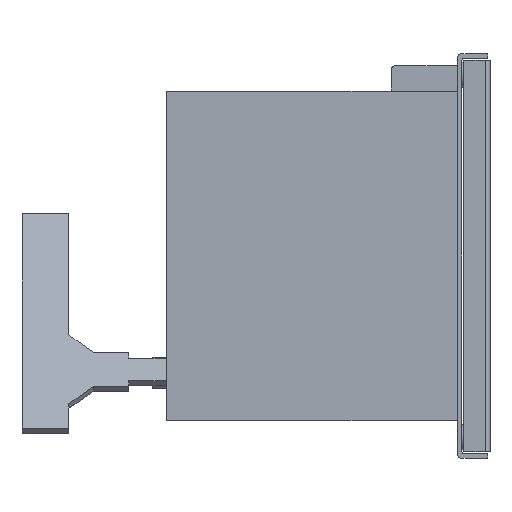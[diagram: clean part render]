
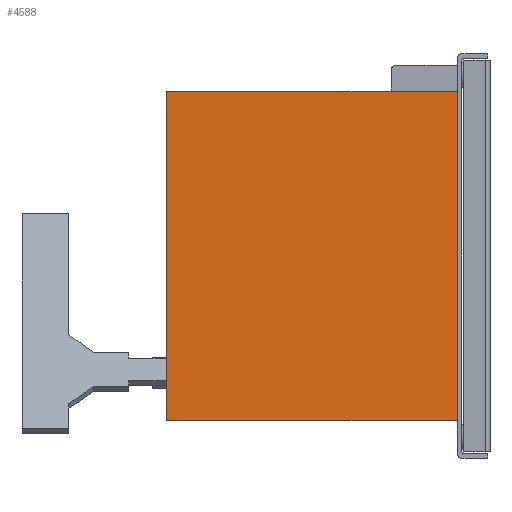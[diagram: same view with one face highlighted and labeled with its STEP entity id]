
A CAD part, left-side view. The second image highlights one B-rep face of the part: STEP entity #4588.
In plain terms, the highlighted planar face has unit normal (-1, 0, 0).
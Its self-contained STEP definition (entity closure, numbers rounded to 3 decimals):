
#112 = ORIENTED_EDGE ( 'NONE', *, *, #2004, .F. ) ;
#558 = VECTOR ( 'NONE', #5964, 1000. ) ;
#561 = VERTEX_POINT ( 'NONE', #4686 ) ;
#876 = DIRECTION ( 'NONE',  ( 0., 0., -1. ) ) ;
#1232 = EDGE_CURVE ( 'NONE', #3422, #5265, #7570, .T. ) ;
#1502 = AXIS2_PLACEMENT_3D ( 'NONE', #3310, #2777, #6394 ) ;
#1558 = EDGE_LOOP ( 'NONE', ( #112, #5621, #4330, #1839 ) ) ;
#1572 = FACE_OUTER_BOUND ( 'NONE', #1558, .T. ) ;
#1580 = VERTEX_POINT ( 'NONE', #2216 ) ;
#1591 = CARTESIAN_POINT ( 'NONE',  ( -77.5, 0., 84.5 ) ) ;
#1647 = LINE ( 'NONE', #4735, #558 ) ;
#1660 = DIRECTION ( 'NONE',  ( 0., 0., 1. ) ) ;
#1839 = ORIENTED_EDGE ( 'NONE', *, *, #4065, .F. ) ;
#1892 = CARTESIAN_POINT ( 'NONE',  ( -77.5, 0., 70.5 ) ) ;
#2004 = EDGE_CURVE ( 'NONE', #3422, #561, #7578, .T. ) ;
#2138 = CARTESIAN_POINT ( 'NONE',  ( -77.5, 124.3, -70.5 ) ) ;
#2216 = CARTESIAN_POINT ( 'NONE',  ( -77.5, 124.3, -70.5 ) ) ;
#2777 = DIRECTION ( 'NONE',  ( -1., 0., 0. ) ) ;
#2948 = DIRECTION ( 'NONE',  ( 0., 1., 0. ) ) ;
#3310 = CARTESIAN_POINT ( 'NONE',  ( -77.5, -1.5, 0. ) ) ;
#3422 = VERTEX_POINT ( 'NONE', #1892 ) ;
#4030 = LINE ( 'NONE', #2138, #6094 ) ;
#4065 = EDGE_CURVE ( 'NONE', #561, #1580, #1647, .T. ) ;
#4298 = VECTOR ( 'NONE', #2948, 1000. ) ;
#4330 = ORIENTED_EDGE ( 'NONE', *, *, #7222, .F. ) ;
#4426 = PLANE ( 'NONE',  #1502 ) ;
#4588 = ADVANCED_FACE ( 'NONE', ( #1572 ), #4426, .T. ) ;
#4686 = CARTESIAN_POINT ( 'NONE',  ( -77.5, 0., -70.5 ) ) ;
#4735 = CARTESIAN_POINT ( 'NONE',  ( -77.5, -1.5, -70.5 ) ) ;
#5265 = VERTEX_POINT ( 'NONE', #7720 ) ;
#5394 = CARTESIAN_POINT ( 'NONE',  ( -77.5, -1.5, 70.5 ) ) ;
#5621 = ORIENTED_EDGE ( 'NONE', *, *, #1232, .T. ) ;
#5964 = DIRECTION ( 'NONE',  ( 0., 1., 0. ) ) ;
#6094 = VECTOR ( 'NONE', #1660, 1000. ) ;
#6394 = DIRECTION ( 'NONE',  ( 0., 0., 1. ) ) ;
#6996 = VECTOR ( 'NONE', #876, 1000. ) ;
#7222 = EDGE_CURVE ( 'NONE', #1580, #5265, #4030, .T. ) ;
#7570 = LINE ( 'NONE', #5394, #4298 ) ;
#7578 = LINE ( 'NONE', #1591, #6996 ) ;
#7720 = CARTESIAN_POINT ( 'NONE',  ( -77.5, 124.3, 70.5 ) ) ;
